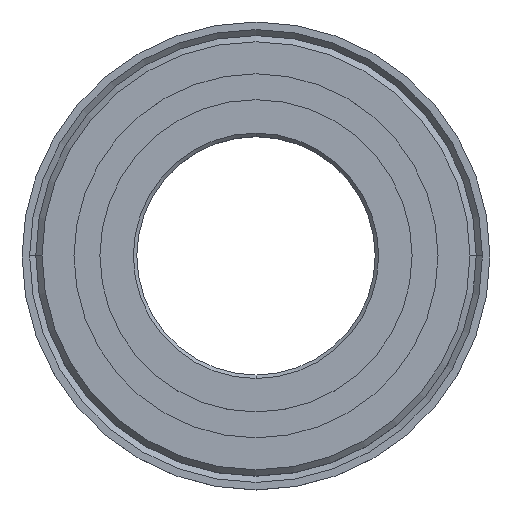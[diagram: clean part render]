
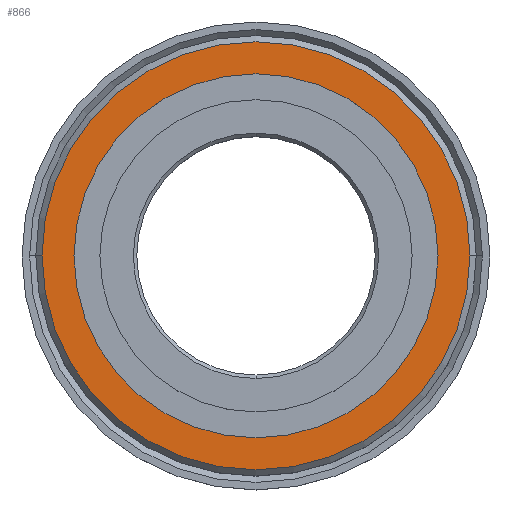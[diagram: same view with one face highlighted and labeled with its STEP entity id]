
A CAD part, top view. The second image highlights one B-rep face of the part: STEP entity #866.
In plain terms, the highlighted planar face has unit normal (0, 0, 1).
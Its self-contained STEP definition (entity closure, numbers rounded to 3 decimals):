
#15 = DIRECTION ( 'NONE',  ( 0., 0., -1. ) ) ;
#19 = FACE_BOUND ( 'NONE', #857, .T. ) ;
#56 = CARTESIAN_POINT ( 'NONE',  ( 0., 0., 3.571 ) ) ;
#63 = AXIS2_PLACEMENT_3D ( 'NONE', #460, #15, #245 ) ;
#67 = CARTESIAN_POINT ( 'NONE',  ( 0., 0., 3.571 ) ) ;
#124 = DIRECTION ( 'NONE',  ( -1., 0., 0. ) ) ;
#142 = CARTESIAN_POINT ( 'NONE',  ( 0., 0., 3.571 ) ) ;
#158 = ORIENTED_EDGE ( 'NONE', *, *, #350, .F. ) ;
#179 = CARTESIAN_POINT ( 'NONE',  ( -12.343, 0., 3.571 ) ) ;
#207 = CARTESIAN_POINT ( 'NONE',  ( -10.497, 0., 3.571 ) ) ;
#219 = AXIS2_PLACEMENT_3D ( 'NONE', #56, #353, #935 ) ;
#245 = DIRECTION ( 'NONE',  ( -1., 0., 0. ) ) ;
#252 = PLANE ( 'NONE',  #960 ) ;
#283 = CIRCLE ( 'NONE', #63, 10.497 ) ;
#313 = CARTESIAN_POINT ( 'NONE',  ( 0., 0., 3.571 ) ) ;
#326 = FACE_OUTER_BOUND ( 'NONE', #599, .T. ) ;
#350 = EDGE_CURVE ( 'NONE', #838, #478, #670, .T. ) ;
#353 = DIRECTION ( 'NONE',  ( 0., 0., -1. ) ) ;
#362 = VERTEX_POINT ( 'NONE', #207 ) ;
#363 = CIRCLE ( 'NONE', #623, 12.343 ) ;
#391 = CARTESIAN_POINT ( 'NONE',  ( 12.343, 0., 3.571 ) ) ;
#402 = ORIENTED_EDGE ( 'NONE', *, *, #774, .F. ) ;
#460 = CARTESIAN_POINT ( 'NONE',  ( 0., 0., 3.571 ) ) ;
#478 = VERTEX_POINT ( 'NONE', #179 ) ;
#545 = ORIENTED_EDGE ( 'NONE', *, *, #969, .T. ) ;
#586 = DIRECTION ( 'NONE',  ( 0., 0., -1. ) ) ;
#599 = EDGE_LOOP ( 'NONE', ( #402, #158 ) ) ;
#616 = DIRECTION ( 'NONE',  ( -1., 0., 0. ) ) ;
#623 = AXIS2_PLACEMENT_3D ( 'NONE', #67, #586, #904 ) ;
#658 = EDGE_CURVE ( 'NONE', #362, #873, #881, .T. ) ;
#670 = CIRCLE ( 'NONE', #961, 12.343 ) ;
#736 = DIRECTION ( 'NONE',  ( 0., 0., -1. ) ) ;
#773 = DIRECTION ( 'NONE',  ( 0., 0., -1. ) ) ;
#774 = EDGE_CURVE ( 'NONE', #478, #838, #363, .T. ) ;
#838 = VERTEX_POINT ( 'NONE', #391 ) ;
#857 = EDGE_LOOP ( 'NONE', ( #955, #545 ) ) ;
#866 = ADVANCED_FACE ( 'NONE', ( #326, #19 ), #252, .F. ) ;
#873 = VERTEX_POINT ( 'NONE', #920 ) ;
#881 = CIRCLE ( 'NONE', #219, 10.497 ) ;
#904 = DIRECTION ( 'NONE',  ( -1., 0., 0. ) ) ;
#920 = CARTESIAN_POINT ( 'NONE',  ( 10.497, 0., 3.571 ) ) ;
#935 = DIRECTION ( 'NONE',  ( -1., 0., 0. ) ) ;
#955 = ORIENTED_EDGE ( 'NONE', *, *, #658, .T. ) ;
#960 = AXIS2_PLACEMENT_3D ( 'NONE', #313, #773, #616 ) ;
#961 = AXIS2_PLACEMENT_3D ( 'NONE', #142, #736, #124 ) ;
#969 = EDGE_CURVE ( 'NONE', #873, #362, #283, .T. ) ;
